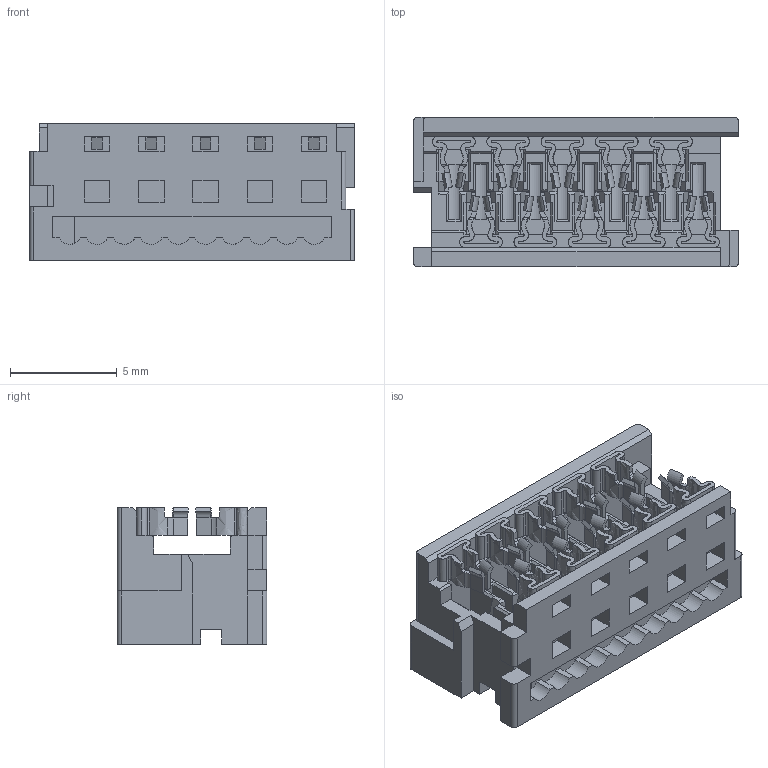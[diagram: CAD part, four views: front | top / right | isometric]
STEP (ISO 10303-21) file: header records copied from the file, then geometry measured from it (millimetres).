
FILE_DESCRIPTION( ('This file contains a STEP AP42 implementation' ,'as created by ZW3D STEP Interface translator.') ,'2;1' );
FILE_NAME( '3901-10FIXXANWT1.stp' ,'231212.16 211', (''), ('ZWCAD Software Co.'), 'Version 1.0', 'ZW3D to STEP translator', '' );
FILE_SCHEMA(('AUTOMOTIVE_DESIGN { 1 0 10303 214 1 1 1 1 }'));
Length unit declared in the file: millimetre
Products named in the file (2): 0; 3901-10FIXXANWT1
Bounding box: 15.21 x 7 x 6.4 mm (x, y, z)
Volume: 327.8 mm3; surface area: 1166 mm2
Topology: 1 solids, 1 shells, 1092 faces, 3156 edges, 2066 vertices
Faces by surface type: plane 816, bspline 170, cylinder 106
Entity records: 49651 total; most frequent: CARTESIAN_POINT 26193, ORIENTED_EDGE 6312, EDGE_CURVE 3156, B_SPLINE_CURVE_WITH_KNOTS 2855, DIRECTION 2172, VERTEX_POINT 2066, EDGE_LOOP 1134, FACE_OUTER_BOUND 1092
